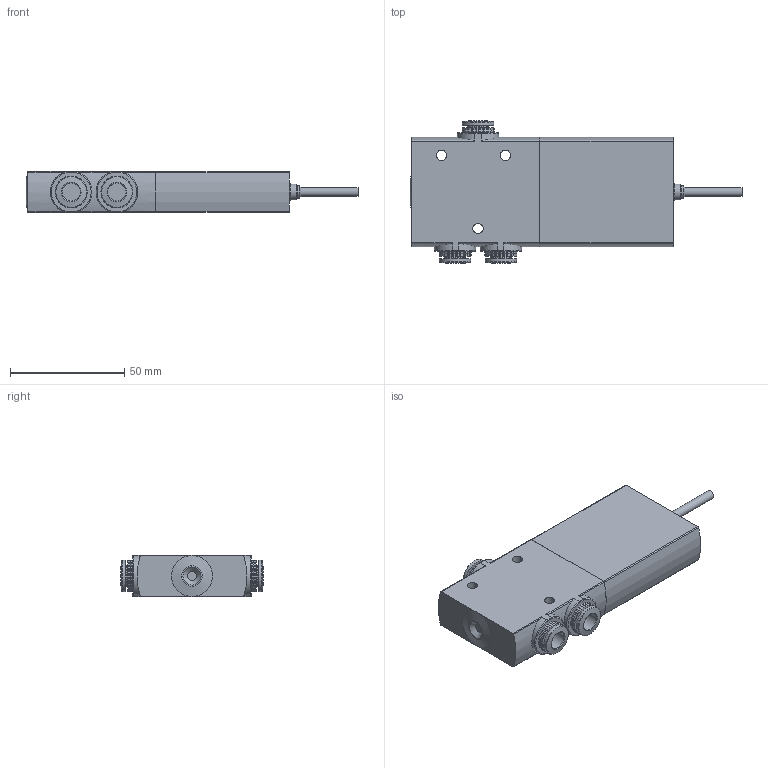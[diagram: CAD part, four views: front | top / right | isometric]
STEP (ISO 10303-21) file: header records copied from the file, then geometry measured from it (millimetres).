
FILE_DESCRIPTION(/* description */ ('STEP AP214'),/* implementation_level */ '2;1');
FILE_NAME(/* name */ '525213_MHE4-MS1H-3_2O-QS-8-K',/* time_stamp */ '2024-09-06T14:15:41+02:00',/* author */ ('License CC BY-ND 4.0'),/* organization */ ('CADENAS'),/* preprocessor_version */ 'ST-DEVELOPER v19.3',/* originating_system */ 'PARTsolutions',/* authorisation */ ' ');
FILE_SCHEMA (('AUTOMOTIVE_DESIGN {1 0 10303 214 3 1 1}'));
Length unit declared in the file: millimetre
Products named in the file (1): 525213 MHE4-MS1H-3/2O-QS-8-K
Bounding box: 145.4 x 62.4 x 18 mm (x, y, z)
Volume: 97180.5 mm3; surface area: 20108 mm2
Topology: 1 solids, 2 shells, 113 faces, 245 edges, 149 vertices
Faces by surface type: cylinder 55, plane 26, torus 17, cone 15
Full cylindrical faces by diameter (mm): 2.013 x1, 3.9 x1, 4.5 x3, 5.4 x1, 7 x1, 8 x3, 9.4 x3, 13.8 x3, 14 x6
Entity records: 3727 total; most frequent: CARTESIAN_POINT 624, DIRECTION 494, ORIENTED_EDGE 388, AXIS2_PLACEMENT_3D 216, EDGE_CURVE 194, EDGE_LOOP 180, FACE_BOUND 180, VERTEX_POINT 146
